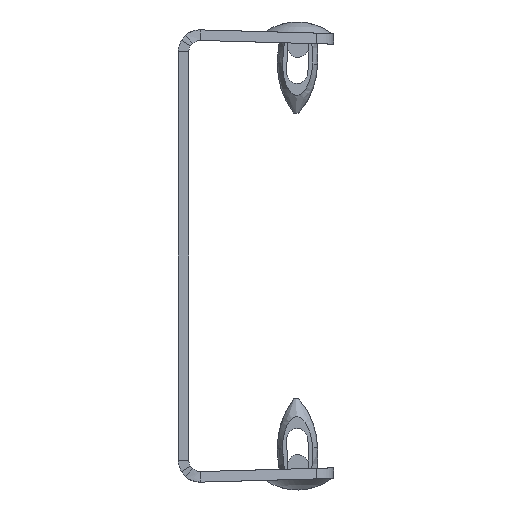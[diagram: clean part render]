
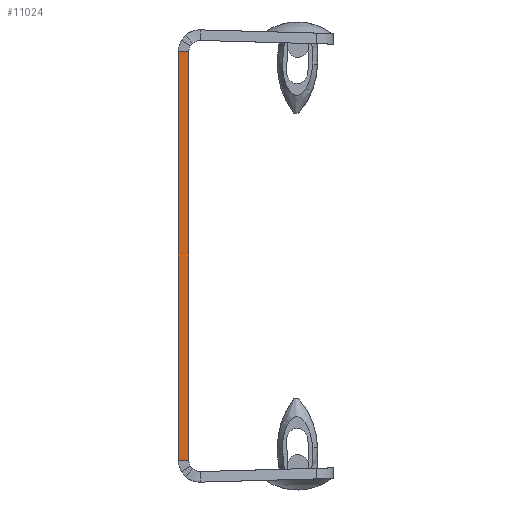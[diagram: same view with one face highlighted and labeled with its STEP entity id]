
A CAD part, left-side view. The second image highlights one B-rep face of the part: STEP entity #11024.
In plain terms, the highlighted planar face has unit normal (-1, 0, 0).
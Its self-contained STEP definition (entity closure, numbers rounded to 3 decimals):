
#111=DIRECTION('',(0.,0.,1.));
#112=VECTOR('',#111,57.83);
#113=CARTESIAN_POINT('',(-371.5,0.,-28.915));
#114=LINE('2149',#113,#112);
#1429=DIRECTION('',(0.,1.,0.));
#1430=VECTOR('',#1429,1.5);
#1431=CARTESIAN_POINT('',(-371.5,-1.5,28.915));
#1432=LINE('2175',#1431,#1430);
#1433=DIRECTION('',(0.,1.,0.));
#1434=VECTOR('',#1433,1.5);
#1435=CARTESIAN_POINT('',(-371.5,-1.5,-28.915));
#1436=LINE('2129',#1435,#1434);
#1709=DIRECTION('',(0.,0.,1.));
#1710=VECTOR('',#1709,57.83);
#1711=CARTESIAN_POINT('',(-371.5,-1.5,-28.915));
#1712=LINE('2153',#1711,#1710);
#7435=CARTESIAN_POINT('',(-371.5,-1.5,-28.915));
#7437=VERTEX_POINT('',#7435);
#7439=CARTESIAN_POINT('',(-371.5,0.,-28.915));
#7441=VERTEX_POINT('',#7439);
#7452=CARTESIAN_POINT('',(-371.5,-1.5,28.915));
#7454=VERTEX_POINT('',#7452);
#7456=CARTESIAN_POINT('',(-371.5,0.,28.915));
#7458=VERTEX_POINT('',#7456);
#11011=CARTESIAN_POINT('',(-371.5,-0.75,0.));
#11012=DIRECTION('',(-1.,0.,0.));
#11013=DIRECTION('',(0.,0.,1.));
#11014=AXIS2_PLACEMENT_3D('',#11011,#11012,#11013);
#11015=PLANE('262',#11014);
#11017=ORIENTED_EDGE('2175',*,*,#11016,.F.);
#11019=ORIENTED_EDGE('2153',*,*,#11018,.F.);
#11020=ORIENTED_EDGE('2129',*,*,#11002,.T.);
#11021=ORIENTED_EDGE('2149',*,*,#9570,.T.);
#11022=EDGE_LOOP('262',(#11017,#11019,#11020,#11021));
#11023=FACE_OUTER_BOUND('262',#11022,.F.);
#11024=ADVANCED_FACE('262',(#11023),#11015,.T.);
#9570=EDGE_CURVE('2149',#7441,#7458,#114,.T.);
#11002=EDGE_CURVE('2129',#7437,#7441,#1436,.T.);
#11016=EDGE_CURVE('2175',#7454,#7458,#1432,.T.);
#11018=EDGE_CURVE('2153',#7437,#7454,#1712,.T.);
